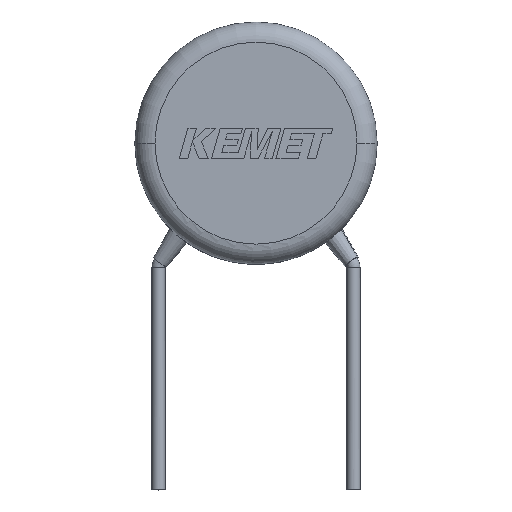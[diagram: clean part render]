
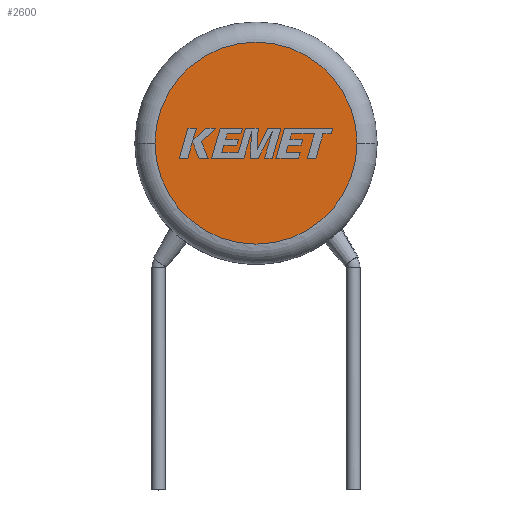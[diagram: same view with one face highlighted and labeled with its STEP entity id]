
A CAD part, top view. The second image highlights one B-rep face of the part: STEP entity #2600.
In plain terms, the highlighted planar face has unit normal (0, 0, 1).
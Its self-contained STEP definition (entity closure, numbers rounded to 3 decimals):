
#244 = DIRECTION ( 'NONE',  ( 0., 0., 1. ) ) ;
#359 = CARTESIAN_POINT ( 'NONE',  ( -5., 0., 5. ) ) ;
#571 = DIRECTION ( 'NONE',  ( 1., 0., 0. ) ) ;
#891 = DIRECTION ( 'NONE',  ( 0., 0., 1. ) ) ;
#1329 = CIRCLE ( 'NONE', #1652, 5. ) ;
#1401 = VERTEX_POINT ( 'NONE', #359 ) ;
#1404 = PLANE ( 'NONE',  #2966 ) ;
#1492 = FACE_OUTER_BOUND ( 'NONE', #2694, .T. ) ;
#1573 = CIRCLE ( 'NONE', #2170, 5. ) ;
#1652 = AXIS2_PLACEMENT_3D ( 'NONE', #1679, #244, #2565 ) ;
#1679 = CARTESIAN_POINT ( 'NONE',  ( 0., 0., 5. ) ) ;
#1955 = DIRECTION ( 'NONE',  ( 1., 0., 0. ) ) ;
#2170 = AXIS2_PLACEMENT_3D ( 'NONE', #2625, #891, #571 ) ;
#2438 = EDGE_CURVE ( 'NONE', #2935, #1401, #1573, .T. ) ;
#2561 = CARTESIAN_POINT ( 'NONE',  ( 0., 0., 5. ) ) ;
#2565 = DIRECTION ( 'NONE',  ( 1., 0., 0. ) ) ;
#2584 = DIRECTION ( 'NONE',  ( 0., 0., 1. ) ) ;
#2600 = ADVANCED_FACE ( 'NONE', ( #1492 ), #1404, .T. ) ;
#2625 = CARTESIAN_POINT ( 'NONE',  ( 0., 0., 5. ) ) ;
#2641 = ORIENTED_EDGE ( 'NONE', *, *, #2438, .T. ) ;
#2694 = EDGE_LOOP ( 'NONE', ( #2641, #3288 ) ) ;
#2935 = VERTEX_POINT ( 'NONE', #3770 ) ;
#2966 = AXIS2_PLACEMENT_3D ( 'NONE', #2561, #2584, #1955 ) ;
#3288 = ORIENTED_EDGE ( 'NONE', *, *, #3331, .T. ) ;
#3331 = EDGE_CURVE ( 'NONE', #1401, #2935, #1329, .T. ) ;
#3770 = CARTESIAN_POINT ( 'NONE',  ( 5., 0., 5. ) ) ;
